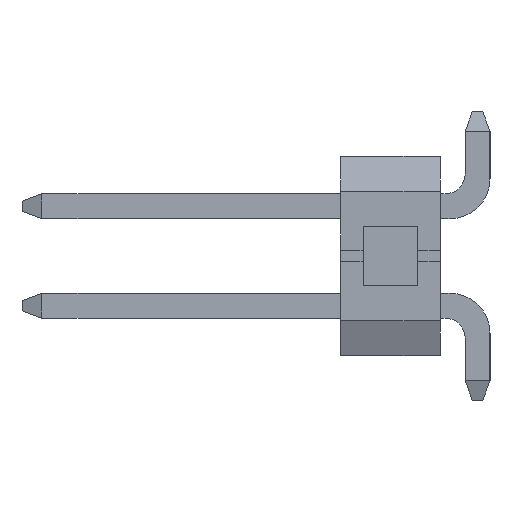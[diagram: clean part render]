
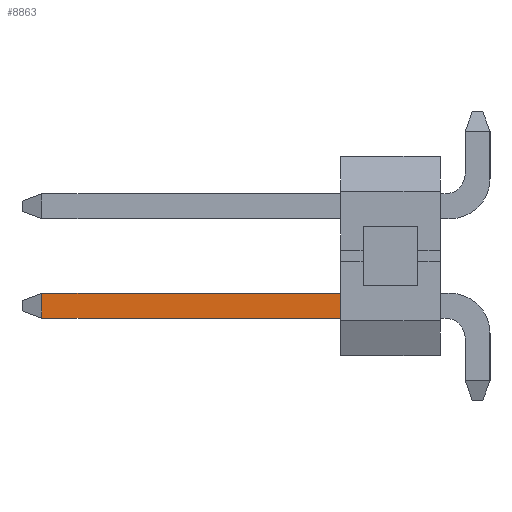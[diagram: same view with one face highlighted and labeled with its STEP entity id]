
A CAD part, left-side view. The second image highlights one B-rep face of the part: STEP entity #8863.
In plain terms, the highlighted planar face has unit normal (-1, 0, 0).
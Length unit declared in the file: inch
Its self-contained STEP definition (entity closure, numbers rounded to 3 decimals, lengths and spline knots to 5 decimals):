
#558 = VECTOR ( 'NONE', #16244, 39.37008 ) ;
#717 = DIRECTION ( 'NONE',  ( 0., 0., -1. ) ) ;
#1292 = DIRECTION ( 'NONE',  ( 0., 0., -1. ) ) ;
#1552 = AXIS2_PLACEMENT_3D ( 'NONE', #11628, #24318, #1292 ) ;
#2240 = VECTOR ( 'NONE', #717, 39.37008 ) ;
#2334 = CARTESIAN_POINT ( 'NONE',  ( -0.0125, -0.06, -0.0375 ) ) ;
#2367 = VECTOR ( 'NONE', #8119, 39.37008 ) ;
#2648 = CARTESIAN_POINT ( 'NONE',  ( -0.0125, 0.35, -0.0825 ) ) ;
#2786 = EDGE_LOOP ( 'NONE', ( #15712, #18695, #18391, #10590 ) ) ;
#3825 = VECTOR ( 'NONE', #8186, 39.37008 ) ;
#3887 = VERTEX_POINT ( 'NONE', #18704 ) ;
#5927 = VERTEX_POINT ( 'NONE', #23796 ) ;
#6217 = CARTESIAN_POINT ( 'NONE',  ( -0.0125, 0.05, 0.1 ) ) ;
#6218 = LINE ( 'NONE', #17095, #558 ) ;
#6519 = LINE ( 'NONE', #2648, #2240 ) ;
#6625 = FACE_OUTER_BOUND ( 'NONE', #2786, .T. ) ;
#6737 = CARTESIAN_POINT ( 'NONE',  ( -0.0125, 0.35, -0.0375 ) ) ;
#7973 = LINE ( 'NONE', #6217, #2367 ) ;
#8119 = DIRECTION ( 'NONE',  ( 0., 0., -1. ) ) ;
#8186 = DIRECTION ( 'NONE',  ( 0., -1., 0. ) ) ;
#8863 = ADVANCED_FACE ( 'NONE', ( #6625 ), #11077, .F. ) ;
#10590 = ORIENTED_EDGE ( 'NONE', *, *, #21257, .F. ) ;
#11077 = PLANE ( 'NONE',  #1552 ) ;
#11126 = EDGE_CURVE ( 'NONE', #18064, #22116, #6519, .T. ) ;
#11589 = EDGE_CURVE ( 'NONE', #18064, #5927, #14897, .T. ) ;
#11628 = CARTESIAN_POINT ( 'NONE',  ( -0.0125, -0.055, -0.0825 ) ) ;
#14897 = LINE ( 'NONE', #2334, #3825 ) ;
#15712 = ORIENTED_EDGE ( 'NONE', *, *, #11589, .F. ) ;
#16244 = DIRECTION ( 'NONE',  ( 0., 1., 0. ) ) ;
#17095 = CARTESIAN_POINT ( 'NONE',  ( -0.0125, -0.055, -0.0625 ) ) ;
#18064 = VERTEX_POINT ( 'NONE', #6737 ) ;
#18391 = ORIENTED_EDGE ( 'NONE', *, *, #22045, .F. ) ;
#18695 = ORIENTED_EDGE ( 'NONE', *, *, #11126, .T. ) ;
#18704 = CARTESIAN_POINT ( 'NONE',  ( -0.0125, 0.05, -0.0625 ) ) ;
#21166 = CARTESIAN_POINT ( 'NONE',  ( -0.0125, 0.35, -0.0625 ) ) ;
#21257 = EDGE_CURVE ( 'NONE', #5927, #3887, #7973, .T. ) ;
#22045 = EDGE_CURVE ( 'NONE', #3887, #22116, #6218, .T. ) ;
#22116 = VERTEX_POINT ( 'NONE', #21166 ) ;
#23796 = CARTESIAN_POINT ( 'NONE',  ( -0.0125, 0.05, -0.0375 ) ) ;
#24318 = DIRECTION ( 'NONE',  ( 1., 0., 0. ) ) ;
